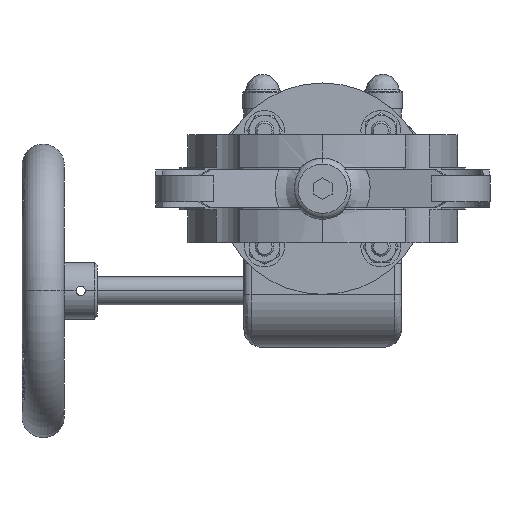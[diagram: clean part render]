
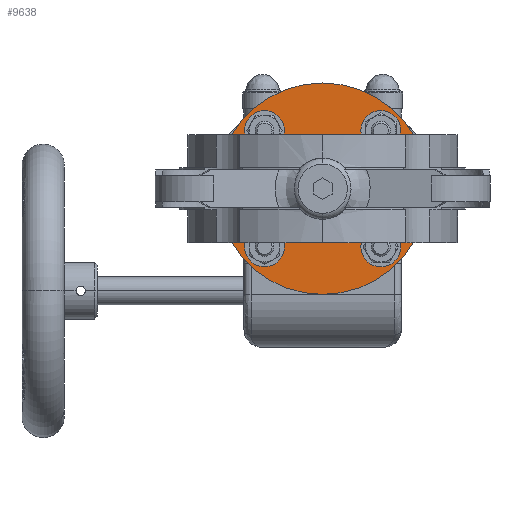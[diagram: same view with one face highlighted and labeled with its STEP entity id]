
A CAD part, front view. The second image highlights one B-rep face of the part: STEP entity #9638.
In plain terms, the highlighted planar face has unit normal (0, -1, 0).
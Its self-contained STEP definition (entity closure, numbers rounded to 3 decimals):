
#415 = EDGE_CURVE ( 'NONE', #74547, #19871, #54763, .T. ) ;
#1818 = EDGE_LOOP ( 'NONE', ( #53364, #13945 ) ) ;
#3045 = CARTESIAN_POINT ( 'NONE',  ( 24.749, 114., 24.749 ) ) ;
#4287 = ORIENTED_EDGE ( 'NONE', *, *, #89481, .T. ) ;
#5134 = AXIS2_PLACEMENT_3D ( 'NONE', #59484, #74232, #14289 ) ;
#5143 = CARTESIAN_POINT ( 'NONE',  ( 0., 114., -45. ) ) ;
#6712 = AXIS2_PLACEMENT_3D ( 'NONE', #19921, #19596, #66092 ) ;
#7048 = EDGE_LOOP ( 'NONE', ( #68744, #18871 ) ) ;
#7292 = AXIS2_PLACEMENT_3D ( 'NONE', #34761, #65389, #27855 ) ;
#9186 = VERTEX_POINT ( 'NONE', #76724 ) ;
#9201 = DIRECTION ( 'NONE',  ( 0., -1., 0. ) ) ;
#9560 = CARTESIAN_POINT ( 'NONE',  ( 33.249, 114., 24.749 ) ) ;
#9638 = ADVANCED_FACE ( 'NONE', ( #17458, #37513, #39899, #75177, #97642, #57565 ), #97036, .F. ) ;
#11746 = VERTEX_POINT ( 'NONE', #9560 ) ;
#12531 = CARTESIAN_POINT ( 'NONE',  ( 24.749, 114., 24.749 ) ) ;
#12872 = CARTESIAN_POINT ( 'NONE',  ( -18., 114., -13.177 ) ) ;
#13945 = ORIENTED_EDGE ( 'NONE', *, *, #48835, .F. ) ;
#14094 = VERTEX_POINT ( 'NONE', #73102 ) ;
#14289 = DIRECTION ( 'NONE',  ( 0., 0., 1. ) ) ;
#14552 = DIRECTION ( 'NONE',  ( 0., 0., 1. ) ) ;
#14872 = ORIENTED_EDGE ( 'NONE', *, *, #415, .F. ) ;
#16188 = CIRCLE ( 'NONE', #22066, 45. ) ;
#17195 = EDGE_CURVE ( 'NONE', #69940, #26593, #90754, .T. ) ;
#17315 = ORIENTED_EDGE ( 'NONE', *, *, #25763, .F. ) ;
#17458 = FACE_BOUND ( 'NONE', #7048, .T. ) ;
#18871 = ORIENTED_EDGE ( 'NONE', *, *, #89638, .F. ) ;
#18924 = CIRCLE ( 'NONE', #20327, 8.5 ) ;
#19222 = VERTEX_POINT ( 'NONE', #76324 ) ;
#19347 = EDGE_LOOP ( 'NONE', ( #17315, #14872 ) ) ;
#19596 = DIRECTION ( 'NONE',  ( 0., -1., 0. ) ) ;
#19871 = VERTEX_POINT ( 'NONE', #42337 ) ;
#19921 = CARTESIAN_POINT ( 'NONE',  ( -24.749, 114., -24.749 ) ) ;
#20327 = AXIS2_PLACEMENT_3D ( 'NONE', #12531, #26437, #79695 ) ;
#20392 = DIRECTION ( 'NONE',  ( 0., -1., 0. ) ) ;
#22066 = AXIS2_PLACEMENT_3D ( 'NONE', #86688, #87687, #94612 ) ;
#24007 = CARTESIAN_POINT ( 'NONE',  ( 0., 114., 18. ) ) ;
#25763 = EDGE_CURVE ( 'NONE', #19871, #74547, #16188, .T. ) ;
#26437 = DIRECTION ( 'NONE',  ( 0., -1., 0. ) ) ;
#26593 = VERTEX_POINT ( 'NONE', #68753 ) ;
#27369 = CIRCLE ( 'NONE', #86747, 8.5 ) ;
#27443 = ORIENTED_EDGE ( 'NONE', *, *, #70299, .F. ) ;
#27855 = DIRECTION ( 'NONE',  ( 0., 0., 1. ) ) ;
#28166 = CIRCLE ( 'NONE', #6712, 8.5 ) ;
#28874 = DIRECTION ( 'NONE',  ( 0., -1., 0. ) ) ;
#30658 = ORIENTED_EDGE ( 'NONE', *, *, #52420, .F. ) ;
#30723 = LINE ( 'NONE', #95674, #36602 ) ;
#33624 = DIRECTION ( 'NONE',  ( 0., 0., 1. ) ) ;
#34761 = CARTESIAN_POINT ( 'NONE',  ( 0., 114., 0. ) ) ;
#35597 = CARTESIAN_POINT ( 'NONE',  ( 24.749, 114., -24.749 ) ) ;
#36106 = EDGE_CURVE ( 'NONE', #26593, #69940, #48143, .T. ) ;
#36602 = VECTOR ( 'NONE', #14552, 1000. ) ;
#36779 = ORIENTED_EDGE ( 'NONE', *, *, #17195, .F. ) ;
#37513 = FACE_BOUND ( 'NONE', #50827, .T. ) ;
#37614 = DIRECTION ( 'NONE',  ( 0., 0., 1. ) ) ;
#37621 = DIRECTION ( 'NONE',  ( 0., 0., 1. ) ) ;
#38764 = EDGE_CURVE ( 'NONE', #9186, #53242, #28166, .T. ) ;
#39819 = CARTESIAN_POINT ( 'NONE',  ( 24.749, 114., -16.249 ) ) ;
#39899 = FACE_BOUND ( 'NONE', #1818, .T. ) ;
#40214 = EDGE_LOOP ( 'NONE', ( #61615, #30658, #27443, #4287, #44017 ) ) ;
#40781 = ORIENTED_EDGE ( 'NONE', *, *, #36106, .F. ) ;
#41811 = CARTESIAN_POINT ( 'NONE',  ( -24.749, 114., 33.249 ) ) ;
#42154 = CARTESIAN_POINT ( 'NONE',  ( 24.749, 114., -33.249 ) ) ;
#42337 = CARTESIAN_POINT ( 'NONE',  ( 0., 114., 45. ) ) ;
#43128 = AXIS2_PLACEMENT_3D ( 'NONE', #24007, #91821, #85546 ) ;
#43519 = EDGE_CURVE ( 'NONE', #53242, #9186, #95194, .T. ) ;
#43980 = AXIS2_PLACEMENT_3D ( 'NONE', #3045, #63608, #33624 ) ;
#44017 = ORIENTED_EDGE ( 'NONE', *, *, #46360, .F. ) ;
#44226 = AXIS2_PLACEMENT_3D ( 'NONE', #44454, #97201, #52077 ) ;
#44454 = CARTESIAN_POINT ( 'NONE',  ( -24.749, 114., -24.749 ) ) ;
#44617 = CARTESIAN_POINT ( 'NONE',  ( -24.749, 114., 24.749 ) ) ;
#45064 = CARTESIAN_POINT ( 'NONE',  ( 0., 114., 18. ) ) ;
#46074 = CARTESIAN_POINT ( 'NONE',  ( 0., 114., -18. ) ) ;
#46360 = EDGE_CURVE ( 'NONE', #87042, #19222, #66148, .T. ) ;
#47225 = EDGE_CURVE ( 'NONE', #86876, #92787, #68022, .T. ) ;
#48143 = CIRCLE ( 'NONE', #69447, 8.5 ) ;
#48514 = CARTESIAN_POINT ( 'NONE',  ( -24.749, 114., 24.749 ) ) ;
#48835 = EDGE_CURVE ( 'NONE', #92787, #86876, #27369, .T. ) ;
#50011 = AXIS2_PLACEMENT_3D ( 'NONE', #90610, #52463, #37621 ) ;
#50827 = EDGE_LOOP ( 'NONE', ( #36779, #40781 ) ) ;
#52077 = DIRECTION ( 'NONE',  ( 0., 0., 1. ) ) ;
#52420 = EDGE_CURVE ( 'NONE', #63765, #68014, #30723, .T. ) ;
#52463 = DIRECTION ( 'NONE',  ( 0., -1., 0. ) ) ;
#53242 = VERTEX_POINT ( 'NONE', #73061 ) ;
#53364 = ORIENTED_EDGE ( 'NONE', *, *, #47225, .F. ) ;
#54500 = CARTESIAN_POINT ( 'NONE',  ( 0., 114., -18. ) ) ;
#54763 = CIRCLE ( 'NONE', #7292, 45. ) ;
#54806 = VECTOR ( 'NONE', #37614, 1000. ) ;
#56084 = DIRECTION ( 'NONE',  ( 0., -1., 0. ) ) ;
#57565 = FACE_BOUND ( 'NONE', #40214, .T. ) ;
#59484 = CARTESIAN_POINT ( 'NONE',  ( 0., 114., 0. ) ) ;
#59985 = CARTESIAN_POINT ( 'NONE',  ( 18., 114., -13.177 ) ) ;
#61615 = ORIENTED_EDGE ( 'NONE', *, *, #95270, .F. ) ;
#61972 = LINE ( 'NONE', #82708, #54806 ) ;
#62852 = AXIS2_PLACEMENT_3D ( 'NONE', #48514, #56084, #78404 ) ;
#63608 = DIRECTION ( 'NONE',  ( 0., -1., 0. ) ) ;
#63765 = VERTEX_POINT ( 'NONE', #59985 ) ;
#64464 = EDGE_CURVE ( 'NONE', #11746, #14094, #18924, .T. ) ;
#65089 = ORIENTED_EDGE ( 'NONE', *, *, #38764, .F. ) ;
#65389 = DIRECTION ( 'NONE',  ( 0., 1., 0. ) ) ;
#66092 = DIRECTION ( 'NONE',  ( 0., 0., 1. ) ) ;
#66148 = CIRCLE ( 'NONE', #69482, 36. ) ;
#66738 = CARTESIAN_POINT ( 'NONE',  ( 18., 114., 13.177 ) ) ;
#68014 = VERTEX_POINT ( 'NONE', #66738 ) ;
#68022 = CIRCLE ( 'NONE', #50011, 8.5 ) ;
#68744 = ORIENTED_EDGE ( 'NONE', *, *, #64464, .F. ) ;
#68753 = CARTESIAN_POINT ( 'NONE',  ( -24.749, 114., 16.249 ) ) ;
#69447 = AXIS2_PLACEMENT_3D ( 'NONE', #44617, #28874, #81523 ) ;
#69482 = AXIS2_PLACEMENT_3D ( 'NONE', #46074, #9201, #84585 ) ;
#69636 = DIRECTION ( 'NONE',  ( 0., -1., 0. ) ) ;
#69845 = CIRCLE ( 'NONE', #43128, 36. ) ;
#69940 = VERTEX_POINT ( 'NONE', #41811 ) ;
#70299 = EDGE_CURVE ( 'NONE', #80772, #63765, #69845, .T. ) ;
#71224 = EDGE_LOOP ( 'NONE', ( #65089, #81553 ) ) ;
#73061 = CARTESIAN_POINT ( 'NONE',  ( -16.249, 114., -24.749 ) ) ;
#73102 = CARTESIAN_POINT ( 'NONE',  ( 16.249, 114., 24.749 ) ) ;
#74232 = DIRECTION ( 'NONE',  ( 0., 1., 0. ) ) ;
#74547 = VERTEX_POINT ( 'NONE', #5143 ) ;
#75177 = FACE_BOUND ( 'NONE', #71224, .T. ) ;
#76324 = CARTESIAN_POINT ( 'NONE',  ( -18., 114., 13.177 ) ) ;
#76724 = CARTESIAN_POINT ( 'NONE',  ( -33.249, 114., -24.749 ) ) ;
#76816 = DIRECTION ( 'NONE',  ( 0., 0., -1. ) ) ;
#78404 = DIRECTION ( 'NONE',  ( 0., 0., 1. ) ) ;
#79695 = DIRECTION ( 'NONE',  ( 0., 0., 1. ) ) ;
#80733 = CIRCLE ( 'NONE', #43980, 8.5 ) ;
#80772 = VERTEX_POINT ( 'NONE', #12872 ) ;
#81523 = DIRECTION ( 'NONE',  ( 0., 0., 1. ) ) ;
#81553 = ORIENTED_EDGE ( 'NONE', *, *, #43519, .F. ) ;
#82708 = CARTESIAN_POINT ( 'NONE',  ( -18., 114., 0. ) ) ;
#84585 = DIRECTION ( 'NONE',  ( 0., 0., -1. ) ) ;
#85546 = DIRECTION ( 'NONE',  ( 0., 0., -1. ) ) ;
#86688 = CARTESIAN_POINT ( 'NONE',  ( 0., 114., 0. ) ) ;
#86747 = AXIS2_PLACEMENT_3D ( 'NONE', #35597, #20392, #87935 ) ;
#86876 = VERTEX_POINT ( 'NONE', #42154 ) ;
#87042 = VERTEX_POINT ( 'NONE', #45064 ) ;
#87687 = DIRECTION ( 'NONE',  ( 0., 1., 0. ) ) ;
#87935 = DIRECTION ( 'NONE',  ( 0., 0., 1. ) ) ;
#88725 = AXIS2_PLACEMENT_3D ( 'NONE', #54500, #69636, #76816 ) ;
#89481 = EDGE_CURVE ( 'NONE', #80772, #19222, #61972, .T. ) ;
#89638 = EDGE_CURVE ( 'NONE', #14094, #11746, #80733, .T. ) ;
#90610 = CARTESIAN_POINT ( 'NONE',  ( 24.749, 114., -24.749 ) ) ;
#90754 = CIRCLE ( 'NONE', #62852, 8.5 ) ;
#91821 = DIRECTION ( 'NONE',  ( 0., -1., 0. ) ) ;
#92050 = CIRCLE ( 'NONE', #88725, 36. ) ;
#92787 = VERTEX_POINT ( 'NONE', #39819 ) ;
#94612 = DIRECTION ( 'NONE',  ( 0., 0., 1. ) ) ;
#95194 = CIRCLE ( 'NONE', #44226, 8.5 ) ;
#95270 = EDGE_CURVE ( 'NONE', #68014, #87042, #92050, .T. ) ;
#95674 = CARTESIAN_POINT ( 'NONE',  ( 18., 114., 0. ) ) ;
#97036 = PLANE ( 'NONE',  #5134 ) ;
#97201 = DIRECTION ( 'NONE',  ( 0., -1., 0. ) ) ;
#97642 = FACE_OUTER_BOUND ( 'NONE', #19347, .T. ) ;
